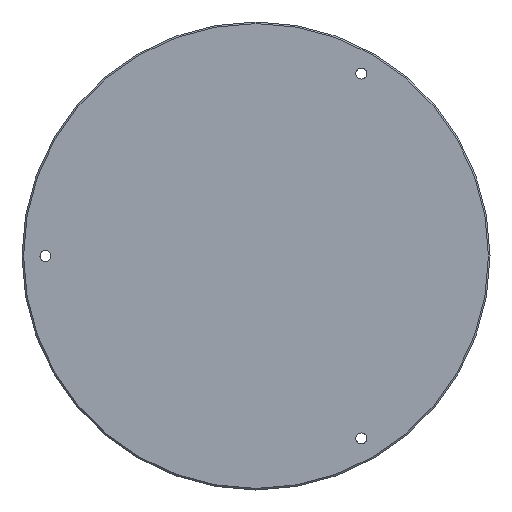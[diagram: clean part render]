
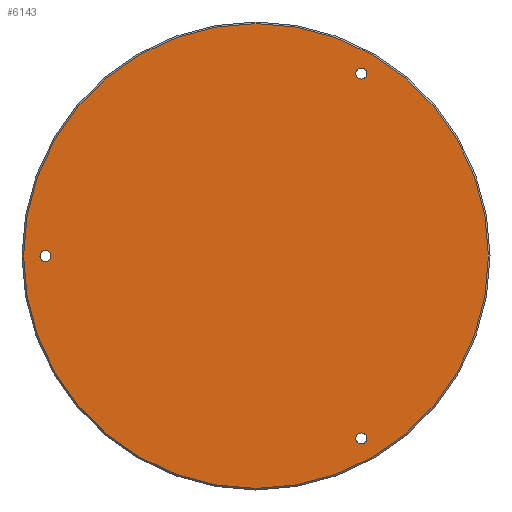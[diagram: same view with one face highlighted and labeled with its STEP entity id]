
A CAD part, front view. The second image highlights one B-rep face of the part: STEP entity #6143.
In plain terms, the highlighted planar face has unit normal (0, -1, 0).
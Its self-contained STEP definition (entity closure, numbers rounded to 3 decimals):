
#25 = EDGE_LOOP ( 'NONE', ( #2319, #1728 ) ) ;
#104 = AXIS2_PLACEMENT_3D ( 'NONE', #10934, #5662, #414 ) ;
#189 = AXIS2_PLACEMENT_3D ( 'NONE', #8374, #10956, #4776 ) ;
#414 = DIRECTION ( 'NONE',  ( 0., 0., -1. ) ) ;
#428 = ORIENTED_EDGE ( 'NONE', *, *, #8173, .T. ) ;
#492 = FACE_BOUND ( 'NONE', #25, .T. ) ;
#604 = VERTEX_POINT ( 'NONE', #742 ) ;
#723 = EDGE_CURVE ( 'NONE', #3739, #11226, #2986, .T. ) ;
#742 = CARTESIAN_POINT ( 'NONE',  ( 67.5, -162., -113.413 ) ) ;
#852 = CARTESIAN_POINT ( 'NONE',  ( 0., -162., 0. ) ) ;
#1317 = CIRCLE ( 'NONE', #9278, 3.5 ) ;
#1483 = DIRECTION ( 'NONE',  ( 0., 1., 0. ) ) ;
#1723 = CARTESIAN_POINT ( 'NONE',  ( -135., -162., -3.5 ) ) ;
#1728 = ORIENTED_EDGE ( 'NONE', *, *, #2204, .T. ) ;
#1737 = DIRECTION ( 'NONE',  ( 0., 0., -1. ) ) ;
#1820 = CARTESIAN_POINT ( 'NONE',  ( -135., -162., 0. ) ) ;
#1923 = CIRCLE ( 'NONE', #189, 3.5 ) ;
#2204 = EDGE_CURVE ( 'NONE', #11226, #3739, #5398, .T. ) ;
#2319 = ORIENTED_EDGE ( 'NONE', *, *, #723, .T. ) ;
#2330 = EDGE_CURVE ( 'NONE', #4604, #7191, #4435, .T. ) ;
#2331 = DIRECTION ( 'NONE',  ( 0., 1., 0. ) ) ;
#2694 = EDGE_LOOP ( 'NONE', ( #428, #4349 ) ) ;
#2705 = DIRECTION ( 'NONE',  ( 0., 0., -1. ) ) ;
#2892 = AXIS2_PLACEMENT_3D ( 'NONE', #9627, #4352, #10494 ) ;
#2986 = CIRCLE ( 'NONE', #9628, 3.5 ) ;
#3013 = CARTESIAN_POINT ( 'NONE',  ( 67.5, -162., 113.413 ) ) ;
#3117 = EDGE_CURVE ( 'NONE', #10493, #604, #10036, .T. ) ;
#3205 = CARTESIAN_POINT ( 'NONE',  ( 67.5, -162., 116.913 ) ) ;
#3492 = ORIENTED_EDGE ( 'NONE', *, *, #3117, .T. ) ;
#3555 = CIRCLE ( 'NONE', #8691, 149. ) ;
#3701 = CARTESIAN_POINT ( 'NONE',  ( 0., -162., 0. ) ) ;
#3739 = VERTEX_POINT ( 'NONE', #3013 ) ;
#3791 = EDGE_CURVE ( 'NONE', #604, #10493, #1923, .T. ) ;
#3825 = AXIS2_PLACEMENT_3D ( 'NONE', #3701, #9866, #4558 ) ;
#4038 = DIRECTION ( 'NONE',  ( 0., 0., -1. ) ) ;
#4349 = ORIENTED_EDGE ( 'NONE', *, *, #5626, .T. ) ;
#4352 = DIRECTION ( 'NONE',  ( 0., 1., 0. ) ) ;
#4435 = CIRCLE ( 'NONE', #3825, 149. ) ;
#4558 = DIRECTION ( 'NONE',  ( 0., 0., -1. ) ) ;
#4593 = AXIS2_PLACEMENT_3D ( 'NONE', #852, #6978, #1737 ) ;
#4604 = VERTEX_POINT ( 'NONE', #8788 ) ;
#4776 = DIRECTION ( 'NONE',  ( 0., 0., -1. ) ) ;
#4857 = DIRECTION ( 'NONE',  ( 0., -1., 0. ) ) ;
#4869 = CARTESIAN_POINT ( 'NONE',  ( -135., -162., 3.5 ) ) ;
#5398 = CIRCLE ( 'NONE', #2892, 3.5 ) ;
#5423 = FACE_BOUND ( 'NONE', #10653, .T. ) ;
#5544 = CARTESIAN_POINT ( 'NONE',  ( 67.5, -162., 120.413 ) ) ;
#5626 = EDGE_CURVE ( 'NONE', #8836, #6789, #1317, .T. ) ;
#5662 = DIRECTION ( 'NONE',  ( 0., 1., 0. ) ) ;
#6143 = ADVANCED_FACE ( 'NONE', ( #7488, #492, #5423, #9558 ), #7830, .F. ) ;
#6186 = AXIS2_PLACEMENT_3D ( 'NONE', #6733, #1483, #4038 ) ;
#6733 = CARTESIAN_POINT ( 'NONE',  ( 67.5, -162., -116.913 ) ) ;
#6789 = VERTEX_POINT ( 'NONE', #1723 ) ;
#6978 = DIRECTION ( 'NONE',  ( 0., 1., 0. ) ) ;
#7075 = ORIENTED_EDGE ( 'NONE', *, *, #2330, .T. ) ;
#7191 = VERTEX_POINT ( 'NONE', #10233 ) ;
#7488 = FACE_OUTER_BOUND ( 'NONE', #8057, .T. ) ;
#7570 = DIRECTION ( 'NONE',  ( 0., 0., -1. ) ) ;
#7639 = EDGE_CURVE ( 'NONE', #7191, #4604, #3555, .T. ) ;
#7786 = ORIENTED_EDGE ( 'NONE', *, *, #3791, .T. ) ;
#7830 = PLANE ( 'NONE',  #4593 ) ;
#7959 = DIRECTION ( 'NONE',  ( 0., 1., 0. ) ) ;
#8057 = EDGE_LOOP ( 'NONE', ( #11192, #7075 ) ) ;
#8173 = EDGE_CURVE ( 'NONE', #6789, #8836, #10942, .T. ) ;
#8374 = CARTESIAN_POINT ( 'NONE',  ( 67.5, -162., -116.913 ) ) ;
#8691 = AXIS2_PLACEMENT_3D ( 'NONE', #10146, #4857, #11021 ) ;
#8788 = CARTESIAN_POINT ( 'NONE',  ( 0., -162., 149. ) ) ;
#8836 = VERTEX_POINT ( 'NONE', #4869 ) ;
#9278 = AXIS2_PLACEMENT_3D ( 'NONE', #1820, #7959, #2705 ) ;
#9558 = FACE_BOUND ( 'NONE', #2694, .T. ) ;
#9567 = CARTESIAN_POINT ( 'NONE',  ( 67.5, -162., -120.413 ) ) ;
#9627 = CARTESIAN_POINT ( 'NONE',  ( 67.5, -162., 116.913 ) ) ;
#9628 = AXIS2_PLACEMENT_3D ( 'NONE', #3205, #2331, #7570 ) ;
#9866 = DIRECTION ( 'NONE',  ( 0., -1., 0. ) ) ;
#10036 = CIRCLE ( 'NONE', #6186, 3.5 ) ;
#10146 = CARTESIAN_POINT ( 'NONE',  ( 0., -162., 0. ) ) ;
#10233 = CARTESIAN_POINT ( 'NONE',  ( 0., -162., -149. ) ) ;
#10493 = VERTEX_POINT ( 'NONE', #9567 ) ;
#10494 = DIRECTION ( 'NONE',  ( 0., 0., -1. ) ) ;
#10653 = EDGE_LOOP ( 'NONE', ( #3492, #7786 ) ) ;
#10934 = CARTESIAN_POINT ( 'NONE',  ( -135., -162., 0. ) ) ;
#10942 = CIRCLE ( 'NONE', #104, 3.5 ) ;
#10956 = DIRECTION ( 'NONE',  ( 0., 1., 0. ) ) ;
#11021 = DIRECTION ( 'NONE',  ( 0., 0., -1. ) ) ;
#11192 = ORIENTED_EDGE ( 'NONE', *, *, #7639, .T. ) ;
#11226 = VERTEX_POINT ( 'NONE', #5544 ) ;
